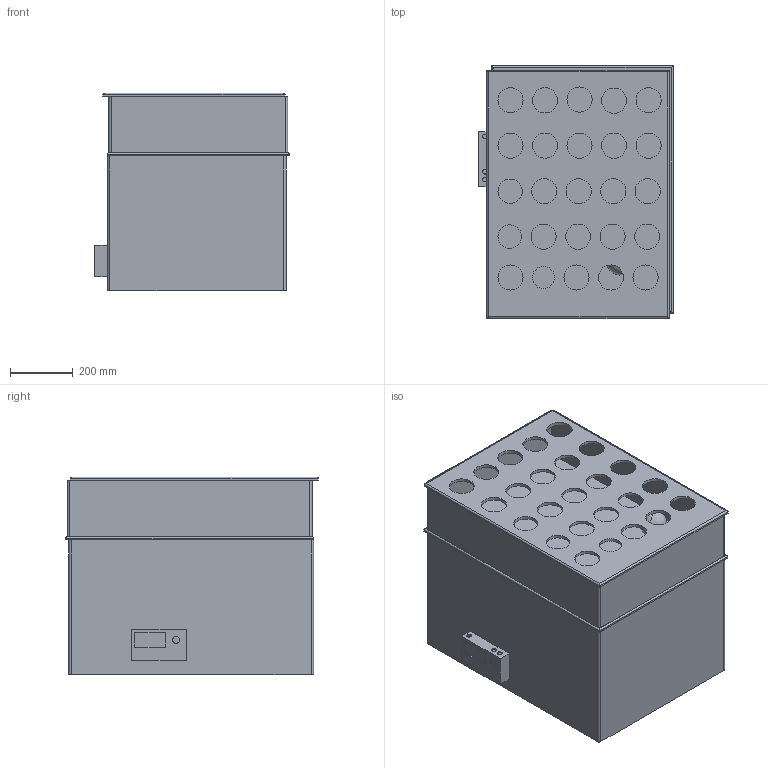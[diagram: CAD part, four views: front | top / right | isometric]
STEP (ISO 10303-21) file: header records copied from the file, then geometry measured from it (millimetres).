
FILE_DESCRIPTION(('CATIA V5 STEP Exchange','CAx-IF Rec.Pracs.--- Model Styling and Organization---1.5--- 2016-08-15','CAx-IF Rec.Pracs.---Supplemental Geometry---1.0---2011-11-01','CAx-IF Rec.Pracs.--- Composite Materials ---3.4---2017-06-13','CAx-IF Rec.Pracs.---Tessellated 3D Geometry---1.0---2015-12-17'),'2;1');
FILE_NAME('HydroPonic_system_Assembly.stp','2026-01-26T13:11:50+00:00',('none'),('none'),'CATIA Version 5-6 Release 2023 SP4','CATIA V5 STEP AP242 v3','none');
FILE_SCHEMA(('AP242_MANAGED_MODEL_BASED_3D_ENGINEERING_MIM_LF {1 0 10303 442 1 1 4}'));
Length unit declared in the file: millimetre
Products named in the file (8): Hydroponic_system_assembly; IKEA_GrowBed_Approx; IKEA_Resivior_Approx; IKEA_Samla_Lock; IKea_Samla_LockNot; WaterPump; Overflov valve; ESP_RelayHolder
Assembly tree (7 placements, depth 2):
  Hydroponic_system_assembly
    IKEA_GrowBed_Approx
    IKEA_Resivior_Approx
    IKEA_Samla_Lock
    IKea_Samla_LockNot
    WaterPump
    Overflov valve
    ESP_RelayHolder
Bounding box: 620 x 805 x 630 mm (x, y, z)
Volume: 47391434.3 mm3; surface area: 6688546.2 mm2
Topology: 7 solids, 7 shells, 145 faces, 354 edges, 231 vertices
Faces by surface type: cylinder 82, plane 59, torus 2, sphere 2
Entity records: 4298 total; most frequent: CARTESIAN_POINT 792, ORIENTED_EDGE 704, DIRECTION 586, EDGE_CURVE 352, AXIS2_PLACEMENT_3D 275, VERTEX_POINT 231, EDGE_LOOP 205, VECTOR 190
